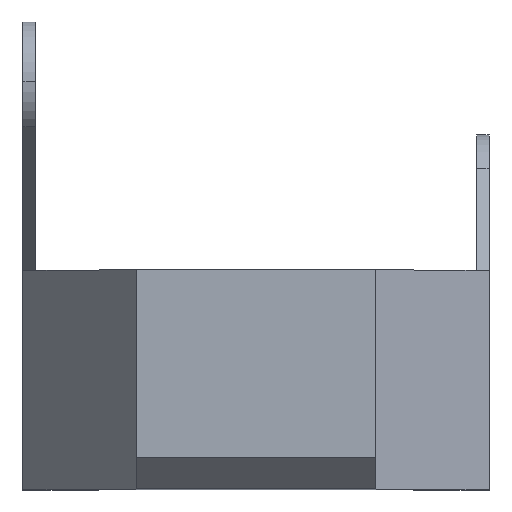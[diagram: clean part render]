
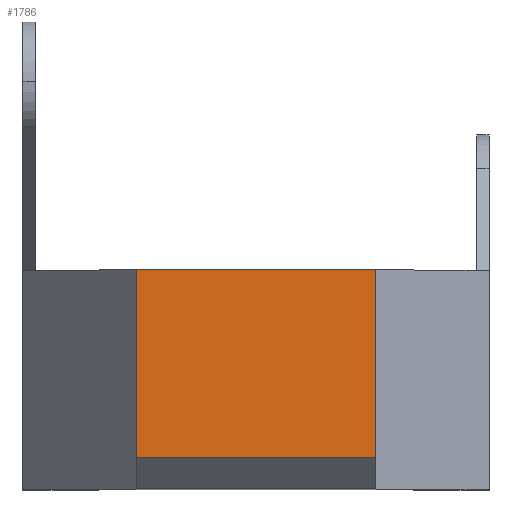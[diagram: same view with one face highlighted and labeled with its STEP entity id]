
A CAD part, top view. The second image highlights one B-rep face of the part: STEP entity #1786.
In plain terms, the highlighted planar face has unit normal (0, 0, 1).
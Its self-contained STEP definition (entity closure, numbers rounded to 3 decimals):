
#18 = DIRECTION ( 'NONE',  ( 1., 0., 0. ) ) ;
#21 = LINE ( 'NONE', #1396, #301 ) ;
#42 = LINE ( 'NONE', #1658, #93 ) ;
#93 = VECTOR ( 'NONE', #18, 1000. ) ;
#194 = VECTOR ( 'NONE', #1516, 1000. ) ;
#225 = CARTESIAN_POINT ( 'NONE',  ( 112.395, 229.131, 219.7 ) ) ;
#260 = EDGE_LOOP ( 'NONE', ( #2021, #2030, #332, #1092 ) ) ;
#301 = VECTOR ( 'NONE', #938, 1000. ) ;
#332 = ORIENTED_EDGE ( 'NONE', *, *, #1661, .F. ) ;
#369 = LINE ( 'NONE', #225, #1855 ) ;
#392 = CARTESIAN_POINT ( 'NONE',  ( 36.195, 229.131, 219.7 ) ) ;
#425 = AXIS2_PLACEMENT_3D ( 'NONE', #2055, #1883, #1870 ) ;
#544 = CARTESIAN_POINT ( 'NONE',  ( 112.395, 10., 219.7 ) ) ;
#800 = LINE ( 'NONE', #392, #194 ) ;
#918 = EDGE_CURVE ( 'NONE', #1981, #1773, #21, .T. ) ;
#938 = DIRECTION ( 'NONE',  ( -1., 0., 0. ) ) ;
#1092 = ORIENTED_EDGE ( 'NONE', *, *, #918, .T. ) ;
#1149 = CARTESIAN_POINT ( 'NONE',  ( 36.195, 10., 219.7 ) ) ;
#1239 = VERTEX_POINT ( 'NONE', #1149 ) ;
#1269 = VERTEX_POINT ( 'NONE', #544 ) ;
#1363 = EDGE_CURVE ( 'NONE', #1773, #1239, #800, .T. ) ;
#1376 = PLANE ( 'NONE',  #425 ) ;
#1396 = CARTESIAN_POINT ( 'NONE',  ( 0., 70., 219.7 ) ) ;
#1506 = DIRECTION ( 'NONE',  ( 0., -1., 0. ) ) ;
#1516 = DIRECTION ( 'NONE',  ( 0., -1., 0. ) ) ;
#1624 = EDGE_CURVE ( 'NONE', #1239, #1269, #42, .T. ) ;
#1658 = CARTESIAN_POINT ( 'NONE',  ( 0., 10., 219.7 ) ) ;
#1661 = EDGE_CURVE ( 'NONE', #1981, #1269, #369, .T. ) ;
#1702 = CARTESIAN_POINT ( 'NONE',  ( 36.195, 70., 219.7 ) ) ;
#1756 = CARTESIAN_POINT ( 'NONE',  ( 112.395, 70., 219.7 ) ) ;
#1773 = VERTEX_POINT ( 'NONE', #1702 ) ;
#1786 = ADVANCED_FACE ( 'NONE', ( #1986 ), #1376, .F. ) ;
#1855 = VECTOR ( 'NONE', #1506, 1000. ) ;
#1870 = DIRECTION ( 'NONE',  ( -1., 0., 0. ) ) ;
#1883 = DIRECTION ( 'NONE',  ( 0., 0., -1. ) ) ;
#1981 = VERTEX_POINT ( 'NONE', #1756 ) ;
#1986 = FACE_OUTER_BOUND ( 'NONE', #260, .T. ) ;
#2021 = ORIENTED_EDGE ( 'NONE', *, *, #1363, .T. ) ;
#2030 = ORIENTED_EDGE ( 'NONE', *, *, #1624, .T. ) ;
#2055 = CARTESIAN_POINT ( 'NONE',  ( 0., 229.131, 219.7 ) ) ;
